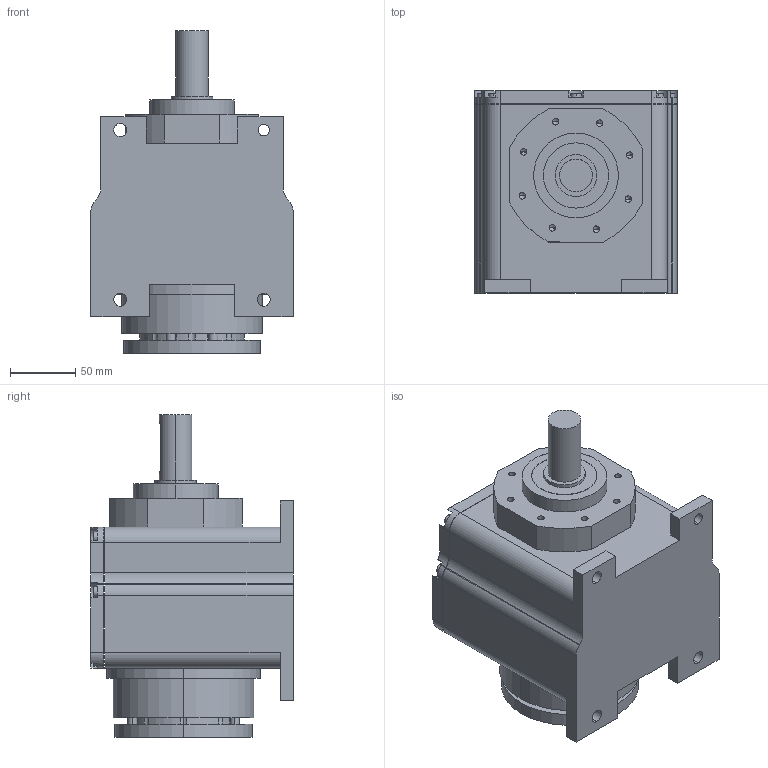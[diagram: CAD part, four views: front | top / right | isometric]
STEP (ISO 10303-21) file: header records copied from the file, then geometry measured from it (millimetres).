
FILE_DESCRIPTION (( 'STEP AP203' ), '1' );
FILE_NAME ('mrd 22 B14.STEP', '2017-05-29T10:07:19', ( 'Usuario' ), ( '' ), 'SwSTEP 2.0', 'SolidWorks 2015', '' );
FILE_SCHEMA (( 'CONFIG_CONTROL_DESIGN' ));
Length unit declared in the file: millimetre
Products named in the file (1): mrd 22 B14
Bounding box: 155 x 155 x 247 mm (x, y, z)
Volume: 3117087.3 mm3; surface area: 205007.2 mm2
Topology: 6 solids, 6 shells, 297 faces, 774 edges, 502 vertices
Faces by surface type: cylinder 156, plane 125, cone 16
Entity records: 9299 total; most frequent: DIRECTION 1702, CARTESIAN_POINT 1625, ORIENTED_EDGE 1516, EDGE_CURVE 758, AXIS2_PLACEMENT_3D 649, VERTEX_POINT 502, VECTOR 404, LINE 404
